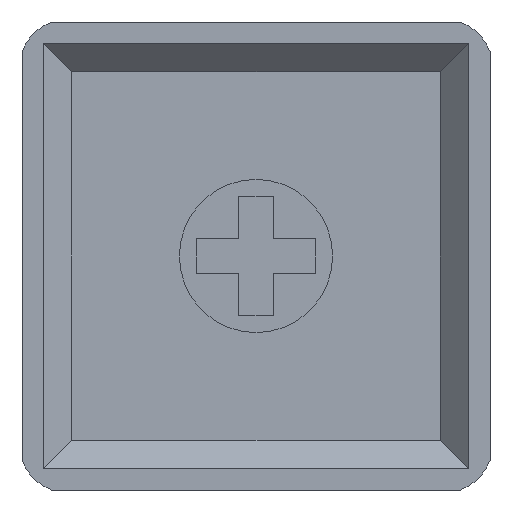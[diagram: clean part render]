
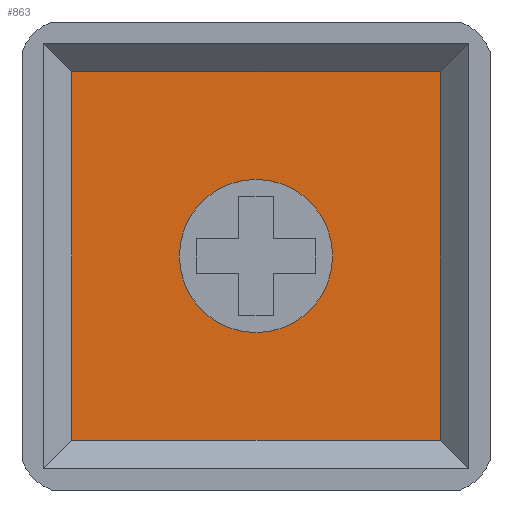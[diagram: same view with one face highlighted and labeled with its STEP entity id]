
A CAD part, front view. The second image highlights one B-rep face of the part: STEP entity #863.
In plain terms, the highlighted planar face has unit normal (0, -1, 0).
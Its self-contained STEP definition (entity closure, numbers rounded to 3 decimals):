
#24=PLANE('',#922);
#68=CIRCLE('',#923,2.7);
#99=LINE('',#2026,#171);
#100=LINE('',#2029,#172);
#102=LINE('',#2033,#174);
#103=LINE('',#2034,#175);
#171=VECTOR('',#1047,10.);
#172=VECTOR('',#1050,10.);
#174=VECTOR('',#1054,10.);
#175=VECTOR('',#1055,10.);
#233=FACE_BOUND('',#324,.T.);
#267=FACE_OUTER_BOUND('',#323,.T.);
#323=EDGE_LOOP('',(#729,#730,#731,#732));
#324=EDGE_LOOP('',(#733));
#425=VERTEX_POINT('',#2022);
#426=VERTEX_POINT('',#2024);
#427=VERTEX_POINT('',#2028);
#428=VERTEX_POINT('',#2032);
#429=VERTEX_POINT('',#2035);
#534=EDGE_CURVE('',#426,#425,#99,.T.);
#535=EDGE_CURVE('',#425,#427,#100,.T.);
#537=EDGE_CURVE('',#428,#426,#102,.T.);
#538=EDGE_CURVE('',#427,#428,#103,.T.);
#539=EDGE_CURVE('',#429,#429,#68,.T.);
#729=ORIENTED_EDGE('',*,*,#534,.F.);
#730=ORIENTED_EDGE('',*,*,#537,.F.);
#731=ORIENTED_EDGE('',*,*,#538,.F.);
#732=ORIENTED_EDGE('',*,*,#535,.F.);
#733=ORIENTED_EDGE('',*,*,#539,.F.);
#863=ADVANCED_FACE('',(#267,#233),#24,.F.);
#922=AXIS2_PLACEMENT_3D('',#2031,#1052,#1053);
#923=AXIS2_PLACEMENT_3D('',#2036,#1056,#1057);
#1047=DIRECTION('',(1.,0.,0.));
#1050=DIRECTION('',(0.,0.,-1.));
#1052=DIRECTION('center_axis',(0.,1.,0.));
#1053=DIRECTION('ref_axis',(-1.,0.,0.));
#1054=DIRECTION('',(0.,0.,1.));
#1055=DIRECTION('',(-1.,0.,0.));
#1056=DIRECTION('center_axis',(0.,-1.,0.));
#1057=DIRECTION('ref_axis',(1.,0.,0.));
#2022=CARTESIAN_POINT('',(6.5,2.3,6.5));
#2024=CARTESIAN_POINT('',(-6.5,2.3,6.5));
#2026=CARTESIAN_POINT('',(-3.75,2.3,6.5));
#2028=CARTESIAN_POINT('',(6.5,2.3,-6.5));
#2029=CARTESIAN_POINT('',(6.5,2.3,3.75));
#2031=CARTESIAN_POINT('Origin',(0.,2.3,0.));
#2032=CARTESIAN_POINT('',(-6.5,2.3,-6.5));
#2033=CARTESIAN_POINT('',(-6.5,2.3,-3.75));
#2034=CARTESIAN_POINT('',(3.75,2.3,-6.5));
#2035=CARTESIAN_POINT('',(-2.7,2.3,0.));
#2036=CARTESIAN_POINT('Origin',(0.,2.3,0.));
